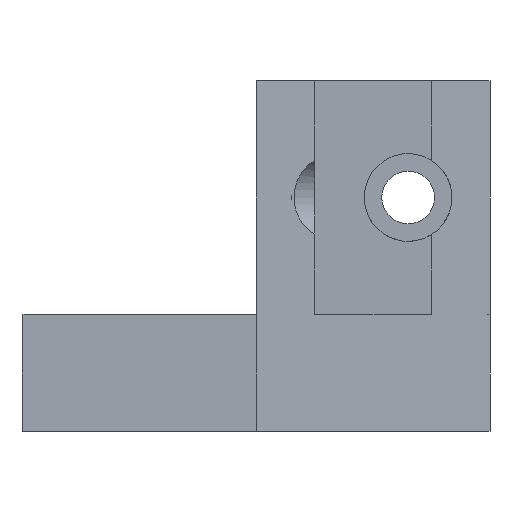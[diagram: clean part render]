
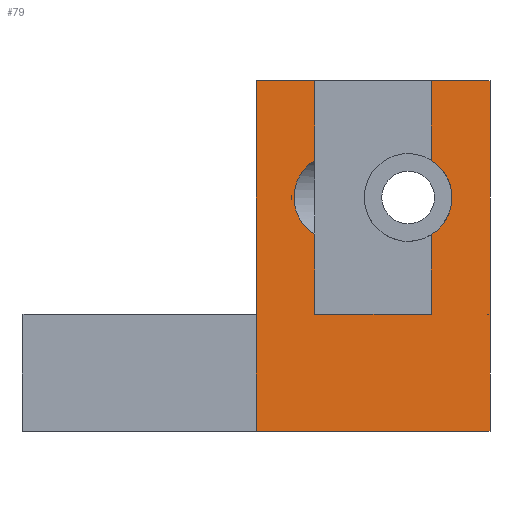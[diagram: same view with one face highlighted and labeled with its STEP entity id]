
A CAD part, left-side view. The second image highlights one B-rep face of the part: STEP entity #79.
In plain terms, the highlighted planar face has unit normal (-0.707, -0.707, 0).
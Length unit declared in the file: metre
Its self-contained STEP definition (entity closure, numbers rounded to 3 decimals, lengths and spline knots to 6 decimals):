
#79 = ADVANCED_FACE( '', ( #171 ), #172, .F. );
#171 = FACE_OUTER_BOUND( '', #267, .T. );
#172 = PLANE( '', #268 );
#267 = EDGE_LOOP( '', ( #427, #428, #429, #430, #431, #432, #433, #434, #435, #436, #437, #438, #439, #440 ) );
#268 = AXIS2_PLACEMENT_3D( '', #441, #442, #443 );
#427 = ORIENTED_EDGE( '', *, *, #574, .F. );
#428 = ORIENTED_EDGE( '', *, *, #575, .T. );
#429 = ORIENTED_EDGE( '', *, *, #576, .F. );
#430 = ORIENTED_EDGE( '', *, *, #577, .F. );
#431 = ORIENTED_EDGE( '', *, *, #557, .T. );
#432 = ORIENTED_EDGE( '', *, *, #523, .T. );
#433 = ORIENTED_EDGE( '', *, *, #566, .T. );
#434 = ORIENTED_EDGE( '', *, *, #543, .F. );
#435 = ORIENTED_EDGE( '', *, *, #549, .F. );
#436 = ORIENTED_EDGE( '', *, *, #578, .F. );
#437 = ORIENTED_EDGE( '', *, *, #528, .T. );
#438 = ORIENTED_EDGE( '', *, *, #579, .T. );
#439 = ORIENTED_EDGE( '', *, *, #532, .T. );
#440 = ORIENTED_EDGE( '', *, *, #580, .F. );
#441 = CARTESIAN_POINT( '', ( 0.058658, -0.011441, 0.01 ) );
#442 = DIRECTION( '', ( 0.707, 0.707, 0. ) );
#443 = DIRECTION( '', ( -0.707, 0.707, 0. ) );
#523 = EDGE_CURVE( '', #612, #610, #613, .T. );
#528 = EDGE_CURVE( '', #621, #618, #622, .T. );
#532 = EDGE_CURVE( '', #619, #627, #629, .T. );
#543 = EDGE_CURVE( '', #644, #642, #646, .T. );
#549 = EDGE_CURVE( '', #653, #644, #655, .T. );
#557 = EDGE_CURVE( '', #666, #612, #667, .T. );
#566 = EDGE_CURVE( '', #610, #642, #680, .T. );
#574 = EDGE_CURVE( '', #690, #691, #692, .T. );
#575 = EDGE_CURVE( '', #690, #693, #694, .T. );
#576 = EDGE_CURVE( '', #695, #693, #696, .T. );
#577 = EDGE_CURVE( '', #666, #695, #697, .T. );
#578 = EDGE_CURVE( '', #621, #653, #698, .T. );
#579 = EDGE_CURVE( '', #618, #619, #699, .T. );
#580 = EDGE_CURVE( '', #691, #627, #700, .T. );
#610 = VERTEX_POINT( '', #734 );
#612 = VERTEX_POINT( '', #737 );
#613 = LINE( '', #738, #739 );
#618 = VERTEX_POINT( '', #746 );
#619 = VERTEX_POINT( '', #747 );
#621 = VERTEX_POINT( '', #749 );
#622 = LINE( '', #750, #751 );
#627 = VERTEX_POINT( '', #758 );
#629 = LINE( '', #761, #762 );
#642 = VERTEX_POINT( '', #778 );
#644 = VERTEX_POINT( '', #781 );
#646 = LINE( '', #784, #785 );
#653 = VERTEX_POINT( '', #794 );
#655 = LINE( '', #797, #798 );
#666 = VERTEX_POINT( '', #813 );
#667 = LINE( '', #814, #815 );
#680 = LINE( '', #832, #833 );
#690 = VERTEX_POINT( '', #844 );
#691 = VERTEX_POINT( '', #845 );
#692 = LINE( '', #846, #847 );
#693 = VERTEX_POINT( '', #848 );
#694 = ELLIPSE( '', #849, 0.005303, 0.00375 );
#695 = VERTEX_POINT( '', #850 );
#696 = LINE( '', #851, #852 );
#697 = LINE( '', #853, #854 );
#698 = LINE( '', #855, #856 );
#699 = ELLIPSE( '', #857, 0.005303, 0.00375 );
#700 = LINE( '', #858, #859 );
#734 = CARTESIAN_POINT( '', ( 0.048658, -0.001441, 0. ) );
#737 = CARTESIAN_POINT( '', ( 0.048658, -0.001441, 0.01 ) );
#738 = CARTESIAN_POINT( '', ( 0.048658, -0.001441, 0.01 ) );
#739 = VECTOR( '', #887, 1. );
#746 = CARTESIAN_POINT( '', ( 0.063658, -0.016441, 0.023172 ) );
#747 = CARTESIAN_POINT( '', ( 0.063658, -0.016441, 0.016828 ) );
#749 = CARTESIAN_POINT( '', ( 0.063658, -0.016441, 0.03 ) );
#750 = CARTESIAN_POINT( '', ( 0.063658, -0.016441, 0.03 ) );
#751 = VECTOR( '', #893, 1. );
#758 = CARTESIAN_POINT( '', ( 0.063658, -0.016441, 0.01 ) );
#761 = CARTESIAN_POINT( '', ( 0.063658, -0.016441, 0.03 ) );
#762 = VECTOR( '', #897, 1. );
#778 = CARTESIAN_POINT( '', ( 0.068658, -0.021441, 0. ) );
#781 = CARTESIAN_POINT( '', ( 0.068658, -0.021441, 0.01 ) );
#784 = CARTESIAN_POINT( '', ( 0.068658, -0.021441, 0.01 ) );
#785 = VECTOR( '', #909, 1. );
#794 = CARTESIAN_POINT( '', ( 0.068658, -0.021441, 0.03 ) );
#797 = CARTESIAN_POINT( '', ( 0.068658, -0.021441, 0.03 ) );
#798 = VECTOR( '', #916, 1. );
#813 = CARTESIAN_POINT( '', ( 0.048658, -0.001441, 0.03 ) );
#814 = CARTESIAN_POINT( '', ( 0.048658, -0.001441, 0.03 ) );
#815 = VECTOR( '', #924, 1. );
#832 = CARTESIAN_POINT( '', ( 0.058658, -0.011441, 0. ) );
#833 = VECTOR( '', #935, 1. );
#844 = CARTESIAN_POINT( '', ( 0.053658, -0.006441, 0.016828 ) );
#845 = CARTESIAN_POINT( '', ( 0.053658, -0.006441, 0.01 ) );
#846 = CARTESIAN_POINT( '', ( 0.053658, -0.006441, 0.03 ) );
#847 = VECTOR( '', #943, 1. );
#848 = CARTESIAN_POINT( '', ( 0.053658, -0.006441, 0.023172 ) );
#849 = AXIS2_PLACEMENT_3D( '', #944, #945, #946 );
#850 = CARTESIAN_POINT( '', ( 0.053658, -0.006441, 0.03 ) );
#851 = CARTESIAN_POINT( '', ( 0.053658, -0.006441, 0.03 ) );
#852 = VECTOR( '', #947, 1. );
#853 = CARTESIAN_POINT( '', ( 0.058658, -0.011441, 0.03 ) );
#854 = VECTOR( '', #948, 1. );
#855 = CARTESIAN_POINT( '', ( 0.058658, -0.011441, 0.03 ) );
#856 = VECTOR( '', #949, 1. );
#857 = AXIS2_PLACEMENT_3D( '', #950, #951, #952 );
#858 = CARTESIAN_POINT( '', ( 0.058658, -0.011441, 0.01 ) );
#859 = VECTOR( '', #953, 1. );
#887 = DIRECTION( '', ( 0., 0., -1. ) );
#893 = DIRECTION( '', ( 0., 0., -1. ) );
#897 = DIRECTION( '', ( 0., 0., -1. ) );
#909 = DIRECTION( '', ( 0., 0., -1. ) );
#916 = DIRECTION( '', ( 0., 0., -1. ) );
#924 = DIRECTION( '', ( 0., 0., -1. ) );
#935 = DIRECTION( '', ( 0.707, -0.707, 0. ) );
#943 = DIRECTION( '', ( 0., 0., -1. ) );
#944 = CARTESIAN_POINT( '', ( 0.055658, -0.008441, 0.02 ) );
#945 = DIRECTION( '', ( 0.707, 0.707, 0. ) );
#946 = DIRECTION( '', ( 0.707, -0.707, 0. ) );
#947 = DIRECTION( '', ( 0., 0., -1. ) );
#948 = DIRECTION( '', ( 0.707, -0.707, 0. ) );
#949 = DIRECTION( '', ( 0.707, -0.707, 0. ) );
#950 = CARTESIAN_POINT( '', ( 0.061658, -0.014441, 0.02 ) );
#951 = DIRECTION( '', ( 0.707, 0.707, 0. ) );
#952 = DIRECTION( '', ( -0.707, 0.707, 0. ) );
#953 = DIRECTION( '', ( 0.707, -0.707, 0. ) );
